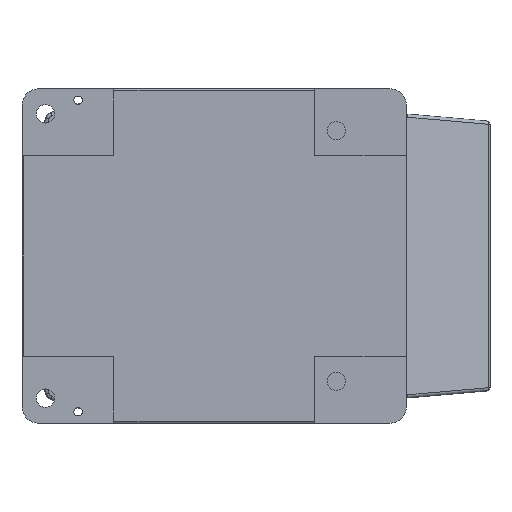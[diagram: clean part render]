
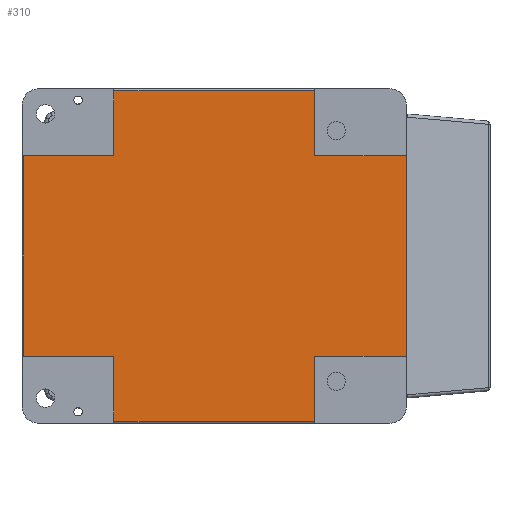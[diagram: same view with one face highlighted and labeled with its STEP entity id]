
A CAD part, front view. The second image highlights one B-rep face of the part: STEP entity #310.
In plain terms, the highlighted planar face has unit normal (0, -1, 0).
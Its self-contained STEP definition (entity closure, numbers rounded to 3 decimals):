
#40 = ORIENTED_EDGE ( 'NONE', *, *, #5755, .T. ) ;
#42 = CARTESIAN_POINT ( 'NONE',  ( -27.243, 5., 60. ) ) ;
#50 = LINE ( 'NONE', #2570, #11084 ) ;
#99 = CARTESIAN_POINT ( 'NONE',  ( 92.757, 5., 60. ) ) ;
#310 = ADVANCED_FACE ( 'NONE', ( #5758 ), #8297, .F. ) ;
#632 = VERTEX_POINT ( 'NONE', #42 ) ;
#950 = CARTESIAN_POINT ( 'NONE',  ( -82.243, 5., -60. ) ) ;
#1233 = EDGE_CURVE ( 'NONE', #10447, #6830, #2442, .T. ) ;
#1277 = CARTESIAN_POINT ( 'NONE',  ( -82.243, 5., 60. ) ) ;
#1357 = AXIS2_PLACEMENT_3D ( 'NONE', #10209, #9341, #11023 ) ;
#1388 = DIRECTION ( 'NONE',  ( 0., 0., -1. ) ) ;
#1786 = EDGE_CURVE ( 'NONE', #6517, #8450, #6231, .T. ) ;
#1826 = CARTESIAN_POINT ( 'NONE',  ( 147.757, 5., -60. ) ) ;
#1843 = VECTOR ( 'NONE', #4210, 1000. ) ;
#2044 = EDGE_LOOP ( 'NONE', ( #40, #7839, #5095, #2157, #10876, #4104, #9477, #3717, #5044, #5683, #3302, #10300 ) ) ;
#2066 = CARTESIAN_POINT ( 'NONE',  ( -27.243, 5., 60. ) ) ;
#2140 = EDGE_CURVE ( 'NONE', #4729, #6517, #2336, .T. ) ;
#2157 = ORIENTED_EDGE ( 'NONE', *, *, #3746, .T. ) ;
#2336 = LINE ( 'NONE', #5076, #1843 ) ;
#2437 = VECTOR ( 'NONE', #5606, 1000. ) ;
#2442 = LINE ( 'NONE', #4314, #5932 ) ;
#2521 = EDGE_CURVE ( 'NONE', #6830, #4729, #5917, .T. ) ;
#2570 = CARTESIAN_POINT ( 'NONE',  ( 15., 5., 99. ) ) ;
#2637 = CARTESIAN_POINT ( 'NONE',  ( -27.243, 5., 99. ) ) ;
#2641 = DIRECTION ( 'NONE',  ( 1., 0., 0. ) ) ;
#2763 = VECTOR ( 'NONE', #3084, 1000. ) ;
#2782 = DIRECTION ( 'NONE',  ( 0., 0., 1. ) ) ;
#2899 = CARTESIAN_POINT ( 'NONE',  ( 92.757, 5., -60. ) ) ;
#3084 = DIRECTION ( 'NONE',  ( -1., 0., 0. ) ) ;
#3183 = LINE ( 'NONE', #5110, #8755 ) ;
#3302 = ORIENTED_EDGE ( 'NONE', *, *, #4372, .T. ) ;
#3309 = EDGE_CURVE ( 'NONE', #8450, #9015, #11388, .T. ) ;
#3478 = VECTOR ( 'NONE', #5084, 1000. ) ;
#3717 = ORIENTED_EDGE ( 'NONE', *, *, #1786, .T. ) ;
#3746 = EDGE_CURVE ( 'NONE', #4409, #10447, #8162, .T. ) ;
#3779 = CARTESIAN_POINT ( 'NONE',  ( -27.243, 5., -60. ) ) ;
#4104 = ORIENTED_EDGE ( 'NONE', *, *, #2521, .T. ) ;
#4196 = DIRECTION ( 'NONE',  ( 0., 0., 1. ) ) ;
#4210 = DIRECTION ( 'NONE',  ( 1., 0., 0. ) ) ;
#4314 = CARTESIAN_POINT ( 'NONE',  ( 15., 5., -99. ) ) ;
#4372 = EDGE_CURVE ( 'NONE', #6060, #6187, #50, .T. ) ;
#4409 = VERTEX_POINT ( 'NONE', #6001 ) ;
#4729 = VERTEX_POINT ( 'NONE', #2899 ) ;
#5044 = ORIENTED_EDGE ( 'NONE', *, *, #3309, .T. ) ;
#5076 = CARTESIAN_POINT ( 'NONE',  ( 147.757, 5., -60. ) ) ;
#5084 = DIRECTION ( 'NONE',  ( -1., 0., 0. ) ) ;
#5087 = CARTESIAN_POINT ( 'NONE',  ( 147.757, 5., -60. ) ) ;
#5095 = ORIENTED_EDGE ( 'NONE', *, *, #7119, .T. ) ;
#5110 = CARTESIAN_POINT ( 'NONE',  ( -81.243, 5., 0. ) ) ;
#5142 = VECTOR ( 'NONE', #2641, 1000. ) ;
#5248 = DIRECTION ( 'NONE',  ( -1., 0., 0. ) ) ;
#5371 = DIRECTION ( 'NONE',  ( 0., 0., 1. ) ) ;
#5516 = VECTOR ( 'NONE', #9902, 1000. ) ;
#5606 = DIRECTION ( 'NONE',  ( 0., 0., -1. ) ) ;
#5622 = VECTOR ( 'NONE', #2782, 1000. ) ;
#5683 = ORIENTED_EDGE ( 'NONE', *, *, #8916, .T. ) ;
#5745 = CARTESIAN_POINT ( 'NONE',  ( 92.757, 5., -60. ) ) ;
#5755 = EDGE_CURVE ( 'NONE', #632, #10362, #10034, .T. ) ;
#5758 = FACE_OUTER_BOUND ( 'NONE', #2044, .T. ) ;
#5917 = LINE ( 'NONE', #5745, #9837 ) ;
#5932 = VECTOR ( 'NONE', #9616, 1000. ) ;
#6001 = CARTESIAN_POINT ( 'NONE',  ( -27.243, 5., -60. ) ) ;
#6060 = VERTEX_POINT ( 'NONE', #10292 ) ;
#6069 = LINE ( 'NONE', #950, #5142 ) ;
#6158 = CARTESIAN_POINT ( 'NONE',  ( -81.243, 5., -60. ) ) ;
#6187 = VERTEX_POINT ( 'NONE', #2637 ) ;
#6231 = LINE ( 'NONE', #1826, #10987 ) ;
#6474 = LINE ( 'NONE', #2066, #2437 ) ;
#6517 = VERTEX_POINT ( 'NONE', #5087 ) ;
#6830 = VERTEX_POINT ( 'NONE', #9139 ) ;
#6935 = CARTESIAN_POINT ( 'NONE',  ( -81.243, 5., 60. ) ) ;
#7119 = EDGE_CURVE ( 'NONE', #10154, #4409, #6069, .T. ) ;
#7839 = ORIENTED_EDGE ( 'NONE', *, *, #8420, .T. ) ;
#8162 = LINE ( 'NONE', #3779, #5516 ) ;
#8297 = PLANE ( 'NONE',  #1357 ) ;
#8420 = EDGE_CURVE ( 'NONE', #10362, #10154, #3183, .T. ) ;
#8450 = VERTEX_POINT ( 'NONE', #11189 ) ;
#8606 = CARTESIAN_POINT ( 'NONE',  ( -27.243, 5., -99. ) ) ;
#8755 = VECTOR ( 'NONE', #1388, 1000. ) ;
#8824 = CARTESIAN_POINT ( 'NONE',  ( 147.757, 5., 60. ) ) ;
#8916 = EDGE_CURVE ( 'NONE', #9015, #6060, #10506, .T. ) ;
#9015 = VERTEX_POINT ( 'NONE', #11017 ) ;
#9139 = CARTESIAN_POINT ( 'NONE',  ( 92.757, 5., -99. ) ) ;
#9341 = DIRECTION ( 'NONE',  ( 0., 1., 0. ) ) ;
#9477 = ORIENTED_EDGE ( 'NONE', *, *, #2140, .T. ) ;
#9616 = DIRECTION ( 'NONE',  ( 1., 0., 0. ) ) ;
#9837 = VECTOR ( 'NONE', #4196, 1000. ) ;
#9902 = DIRECTION ( 'NONE',  ( 0., 0., -1. ) ) ;
#9961 = EDGE_CURVE ( 'NONE', #6187, #632, #6474, .T. ) ;
#10034 = LINE ( 'NONE', #1277, #2763 ) ;
#10154 = VERTEX_POINT ( 'NONE', #6158 ) ;
#10209 = CARTESIAN_POINT ( 'NONE',  ( 15., 5., 0. ) ) ;
#10292 = CARTESIAN_POINT ( 'NONE',  ( 92.757, 5., 99. ) ) ;
#10300 = ORIENTED_EDGE ( 'NONE', *, *, #9961, .T. ) ;
#10362 = VERTEX_POINT ( 'NONE', #6935 ) ;
#10447 = VERTEX_POINT ( 'NONE', #8606 ) ;
#10506 = LINE ( 'NONE', #99, #5622 ) ;
#10876 = ORIENTED_EDGE ( 'NONE', *, *, #1233, .T. ) ;
#10987 = VECTOR ( 'NONE', #5371, 1000. ) ;
#11017 = CARTESIAN_POINT ( 'NONE',  ( 92.757, 5., 60. ) ) ;
#11023 = DIRECTION ( 'NONE',  ( 0., 0., 1. ) ) ;
#11084 = VECTOR ( 'NONE', #5248, 1000. ) ;
#11189 = CARTESIAN_POINT ( 'NONE',  ( 147.757, 5., 60. ) ) ;
#11388 = LINE ( 'NONE', #8824, #3478 ) ;
